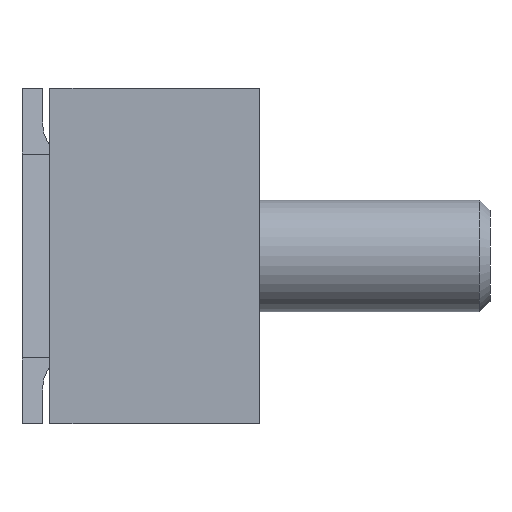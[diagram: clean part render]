
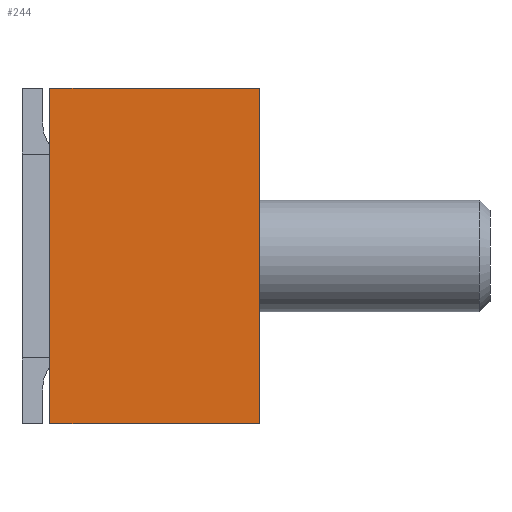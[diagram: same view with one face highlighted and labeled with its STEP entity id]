
A CAD part, left-side view. The second image highlights one B-rep face of the part: STEP entity #244.
In plain terms, the highlighted face is planar.
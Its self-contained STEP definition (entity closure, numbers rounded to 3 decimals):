
#244 = ADVANCED_FACE( '', ( #486 ), #487, .F. );
#486 = FACE_OUTER_BOUND( '', #782, .T. );
#487 = PLANE( '', #783 );
#782 = EDGE_LOOP( '', ( #1143, #1144, #1145, #1146 ) );
#783 = AXIS2_PLACEMENT_3D( '', #1147, #1148, #1149 );
#1143 = ORIENTED_EDGE( '', *, *, #1846, .T. );
#1144 = ORIENTED_EDGE( '', *, *, #1847, .F. );
#1145 = ORIENTED_EDGE( '', *, *, #1848, .F. );
#1146 = ORIENTED_EDGE( '', *, *, #1812, .T. );
#1147 = CARTESIAN_POINT( '', ( 15.1, 0., 12. ) );
#1148 = DIRECTION( '', ( -1., 0., 0. ) );
#1149 = DIRECTION( '', ( 0., 0., 1. ) );
#1812 = EDGE_CURVE( '', #2106, #2104, #2107, .T. );
#1846 = EDGE_CURVE( '', #2104, #2163, #2164, .T. );
#1847 = EDGE_CURVE( '', #2165, #2163, #2166, .T. );
#1848 = EDGE_CURVE( '', #2106, #2165, #2167, .T. );
#2104 = VERTEX_POINT( '', #2522 );
#2106 = VERTEX_POINT( '', #2525 );
#2107 = LINE( '', #2526, #2527 );
#2163 = VERTEX_POINT( '', #2599 );
#2164 = LINE( '', #2600, #2601 );
#2165 = VERTEX_POINT( '', #2602 );
#2166 = LINE( '', #2603, #2604 );
#2167 = LINE( '', #2605, #2606 );
#2522 = CARTESIAN_POINT( '', ( 15.1, 0., -12. ) );
#2525 = CARTESIAN_POINT( '', ( 15.1, 0., 12. ) );
#2526 = CARTESIAN_POINT( '', ( 15.1, 0., 12. ) );
#2527 = VECTOR( '', #3064, 1000. );
#2599 = CARTESIAN_POINT( '', ( 15.1, 15., -12. ) );
#2600 = CARTESIAN_POINT( '', ( 15.1, 0., -12. ) );
#2601 = VECTOR( '', #3105, 1000. );
#2602 = CARTESIAN_POINT( '', ( 15.1, 15., 12. ) );
#2603 = CARTESIAN_POINT( '', ( 15.1, 15., 12. ) );
#2604 = VECTOR( '', #3106, 1000. );
#2605 = CARTESIAN_POINT( '', ( 15.1, 0., 12. ) );
#2606 = VECTOR( '', #3107, 1000. );
#3064 = DIRECTION( '', ( 0., 0., -1. ) );
#3105 = DIRECTION( '', ( 0., 1., 0. ) );
#3106 = DIRECTION( '', ( 0., 0., -1. ) );
#3107 = DIRECTION( '', ( 0., 1., 0. ) );
